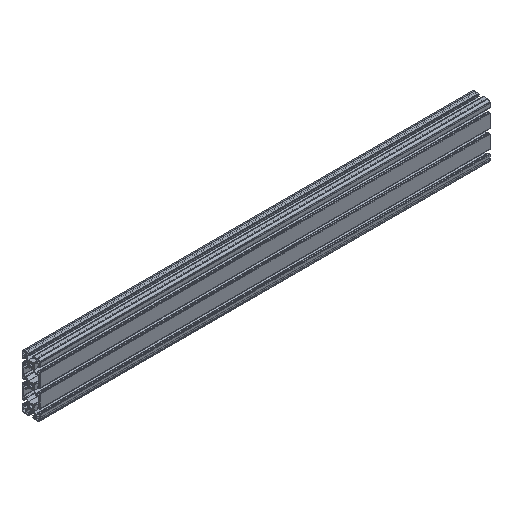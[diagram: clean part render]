
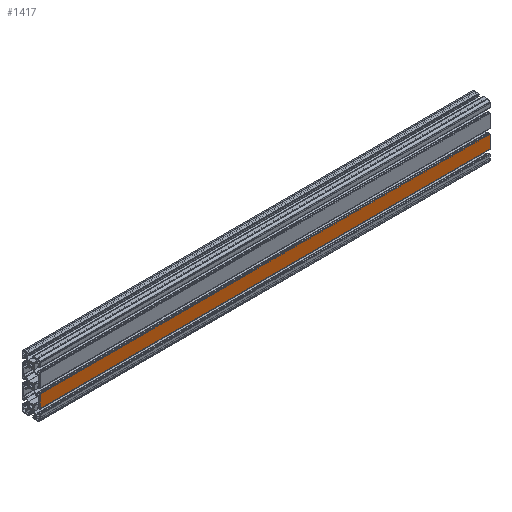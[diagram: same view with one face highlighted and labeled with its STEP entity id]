
A CAD part, isometric view. The second image highlights one B-rep face of the part: STEP entity #1417.
In plain terms, the highlighted planar face has unit normal (0, -1, 0).
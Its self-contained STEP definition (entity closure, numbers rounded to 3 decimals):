
#1417=ADVANCED_FACE('',(#4577),#4579,.T.);
#4577=FACE_BOUND('',#4578,.T.);
#4578=EDGE_LOOP('',(#7526,#7527,#7528,#7529));
#4579=PLANE('',#4580);
#4580=AXIS2_PLACEMENT_3D('',#4581,#4582,#4583);
#4581=CARTESIAN_POINT('',(-500.,-20.,-5.4));
#4582=DIRECTION('',(0.,-1.,0.));
#4583=DIRECTION('',(0.,0.,-1.));
#7526=ORIENTED_EDGE('',*,*,#8569,.T.);
#7527=ORIENTED_EDGE('',*,*,#9385,.T.);
#7528=ORIENTED_EDGE('',*,*,#8988,.F.);
#7529=ORIENTED_EDGE('',*,*,#9386,.F.);
#8569=EDGE_CURVE('',#9828,#9826,#9829,.T.);
#8988=EDGE_CURVE('',#10664,#10666,#10667,.T.);
#9385=EDGE_CURVE('',#9826,#10666,#11272,.T.);
#9386=EDGE_CURVE('',#9828,#10664,#11273,.T.);
#9826=VERTEX_POINT('',#12028);
#9828=VERTEX_POINT('',#12033);
#9829=LINE('',#12034,#12035);
#10664=VERTEX_POINT('',#13914);
#10666=VERTEX_POINT('',#13919);
#10667=LINE('',#13920,#13921);
#11272=LINE('',#15425,#15426);
#11273=LINE('',#15428,#15429);
#12028=CARTESIAN_POINT('',(-500.,-20.,-34.6));
#12033=CARTESIAN_POINT('',(-500.,-20.,-5.4));
#12034=CARTESIAN_POINT('',(-500.,-20.,-5.4));
#12035=VECTOR('',#12036,1.);
#12036=DIRECTION('',(0.,0.,-1.));
#13914=CARTESIAN_POINT('',(500.,-20.,-5.4));
#13919=CARTESIAN_POINT('',(500.,-20.,-34.6));
#13920=CARTESIAN_POINT('',(500.,-20.,-5.4));
#13921=VECTOR('',#13922,1.);
#13922=DIRECTION('',(0.,0.,-1.));
#15425=CARTESIAN_POINT('',(-500.,-20.,-34.6));
#15426=VECTOR('',#15427,1.);
#15427=DIRECTION('',(1.,0.,0.));
#15428=CARTESIAN_POINT('',(-500.,-20.,-5.4));
#15429=VECTOR('',#15430,1.);
#15430=DIRECTION('',(1.,0.,0.));
